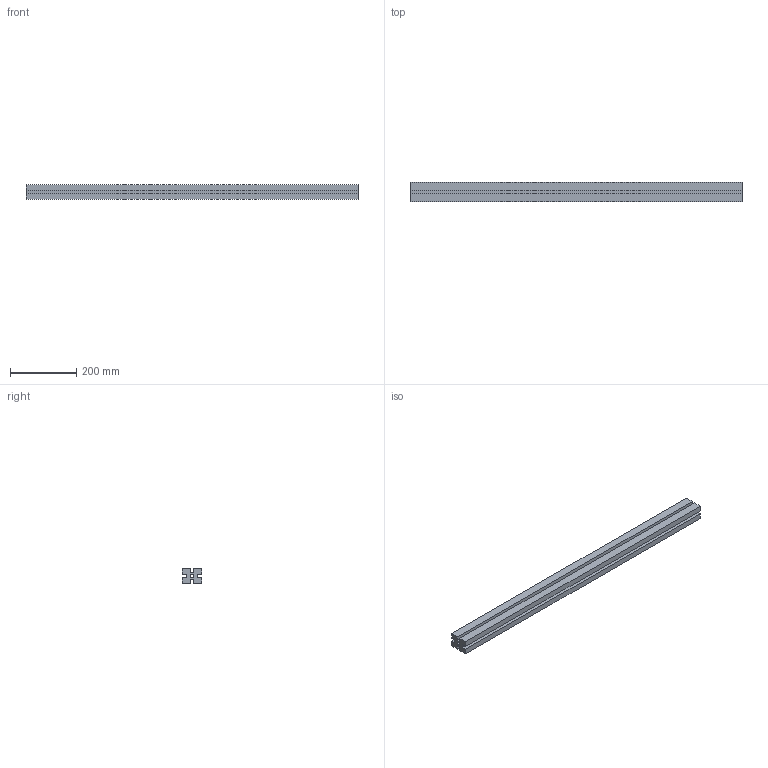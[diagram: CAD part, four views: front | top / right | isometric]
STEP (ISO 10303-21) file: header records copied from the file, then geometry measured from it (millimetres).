
FILE_DESCRIPTION(('STEP AP214'),'1');
FILE_NAME('cctmp_3842829E-F7CD-416C-B96A-5D576733B2EE_2020_1_20_10_49_21_915..stp','2020-01-20T09:49:21',('Bosch Rexroth AG'),('CADClick - www.CADClick.com'),'Spatial InterOp 3D',' ','unknown authorization - (Healing Option Enabled)');
FILE_SCHEMA(('AUTOMOTIVE_DESIGN'));
Length unit declared in the file: millimetre
Products named in the file (1): 2020_01_20__10-49-21-915
Bounding box: 1000 x 60 x 45 mm (x, y, z)
Volume: 2101460.2 mm3; surface area: 349618.8 mm2
Topology: 1 solids, 1 shells, 24 faces, 66 edges, 44 vertices
Faces by surface type: plane 22, cylinder 2
Entity records: 974 total; most frequent: CARTESIAN_POINT 135, ORIENTED_EDGE 132, DIRECTION 120, EDGE_CURVE 66, LINE 62, VECTOR 62, VERTEX_POINT 44, AXIS2_PLACEMENT_3D 29
